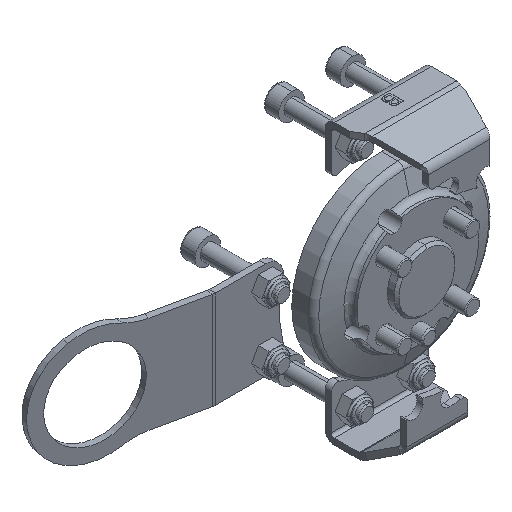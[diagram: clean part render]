
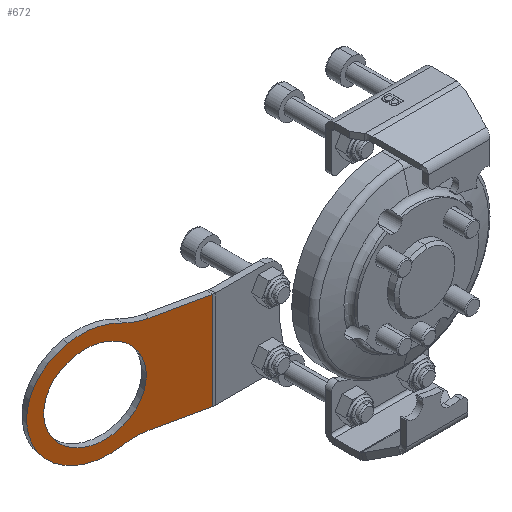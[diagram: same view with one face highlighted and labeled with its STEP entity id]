
A CAD part, isometric view. The second image highlights one B-rep face of the part: STEP entity #672.
In plain terms, the highlighted planar face has unit normal (-0.208, -0.978, 0).
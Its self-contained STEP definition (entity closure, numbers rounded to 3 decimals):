
#311 = CARTESIAN_POINT ( 'NONE',  ( -86.95, 19.336, -0.004 ) ) ;
#342 = CARTESIAN_POINT ( 'NONE',  ( -72.277, 16.217, -16.003 ) ) ;
#596 = CARTESIAN_POINT ( 'NONE',  ( -86.95, 19.336, -0.004 ) ) ;
#672 = ADVANCED_FACE ( 'NONE', ( #8276, #14685 ), #1790, .T. ) ;
#1198 = ORIENTED_EDGE ( 'NONE', *, *, #10237, .T. ) ;
#1323 = DIRECTION ( 'NONE',  ( 0.899, -0.191, 0.393 ) ) ;
#1341 = VERTEX_POINT ( 'NONE', #15058 ) ;
#1628 = VECTOR ( 'NONE', #5473, 1000. ) ;
#1657 = CARTESIAN_POINT ( 'NONE',  ( -72.278, 16.217, 15.997 ) ) ;
#1710 = VERTEX_POINT ( 'NONE', #1881 ) ;
#1756 = EDGE_CURVE ( 'NONE', #8213, #1341, #4866, .T. ) ;
#1790 = PLANE ( 'NONE',  #4598 ) ;
#1881 = CARTESIAN_POINT ( 'NONE',  ( -94.39, 20.917, 17.407 ) ) ;
#2065 = VECTOR ( 'NONE', #11336, 1000. ) ;
#2136 = EDGE_LOOP ( 'NONE', ( #16329, #9684 ) ) ;
#2667 = AXIS2_PLACEMENT_3D ( 'NONE', #11522, #8792, #16565 ) ;
#2730 = AXIS2_PLACEMENT_3D ( 'NONE', #311, #14567, #11915 ) ;
#2831 = CARTESIAN_POINT ( 'NONE',  ( -86.95, 19.336, -0.004 ) ) ;
#3557 = CIRCLE ( 'NONE', #6014, 20. ) ;
#3658 = VERTEX_POINT ( 'NONE', #11923 ) ;
#3663 = ORIENTED_EDGE ( 'NONE', *, *, #7302, .T. ) ;
#3905 = CARTESIAN_POINT ( 'NONE',  ( -54.672, 12.475, 15.998 ) ) ;
#4009 = DIRECTION ( 'NONE',  ( 0.899, -0.191, 0.393 ) ) ;
#4532 = DIRECTION ( 'NONE',  ( 0.899, -0.191, 0.393 ) ) ;
#4598 = AXIS2_PLACEMENT_3D ( 'NONE', #596, #16224, #4532 ) ;
#4846 = CARTESIAN_POINT ( 'NONE',  ( -54.67, 12.475, -16.002 ) ) ;
#4866 = CIRCLE ( 'NONE', #2667, 14.25 ) ;
#5222 = CARTESIAN_POINT ( 'NONE',  ( -79.801, 17.817, -17.542 ) ) ;
#5473 = DIRECTION ( 'NONE',  ( 0., 0., 1. ) ) ;
#5519 = AXIS2_PLACEMENT_3D ( 'NONE', #10469, #14390, #1323 ) ;
#6014 = AXIS2_PLACEMENT_3D ( 'NONE', #9149, #13058, #11710 ) ;
#6347 = CARTESIAN_POINT ( 'NONE',  ( -55.082, 12.562, -16.002 ) ) ;
#6650 = CARTESIAN_POINT ( 'NONE',  ( -86.95, 19.336, -0.004 ) ) ;
#6928 = DIRECTION ( 'NONE',  ( -0.208, -0.978, 0. ) ) ;
#7078 = VERTEX_POINT ( 'NONE', #342 ) ;
#7161 = EDGE_CURVE ( 'NONE', #3658, #1710, #11203, .T. ) ;
#7302 = EDGE_CURVE ( 'NONE', #10576, #9878, #12049, .T. ) ;
#7655 = LINE ( 'NONE', #3905, #12070 ) ;
#7769 = CARTESIAN_POINT ( 'NONE',  ( -55.083, 12.562, 15.998 ) ) ;
#8031 = EDGE_CURVE ( 'NONE', #1710, #9903, #13635, .T. ) ;
#8202 = EDGE_CURVE ( 'NONE', #9903, #7078, #3557, .T. ) ;
#8208 = LINE ( 'NONE', #4846, #2065 ) ;
#8213 = VERTEX_POINT ( 'NONE', #15642 ) ;
#8276 = FACE_BOUND ( 'NONE', #2136, .T. ) ;
#8792 = DIRECTION ( 'NONE',  ( -0.208, -0.978, 0. ) ) ;
#9088 = ORIENTED_EDGE ( 'NONE', *, *, #14201, .T. ) ;
#9149 = CARTESIAN_POINT ( 'NONE',  ( -72.276, 16.217, -36.003 ) ) ;
#9354 = ORIENTED_EDGE ( 'NONE', *, *, #8031, .T. ) ;
#9632 = VERTEX_POINT ( 'NONE', #1657 ) ;
#9684 = ORIENTED_EDGE ( 'NONE', *, *, #1756, .F. ) ;
#9878 = VERTEX_POINT ( 'NONE', #7769 ) ;
#9903 = VERTEX_POINT ( 'NONE', #5222 ) ;
#10168 = EDGE_CURVE ( 'NONE', #9878, #9632, #7655, .T. ) ;
#10237 = EDGE_CURVE ( 'NONE', #9632, #3658, #12876, .T. ) ;
#10391 = DIRECTION ( 'NONE',  ( -0.978, 0.208, 0. ) ) ;
#10469 = CARTESIAN_POINT ( 'NONE',  ( -72.279, 16.217, 35.997 ) ) ;
#10497 = DIRECTION ( 'NONE',  ( -0.208, -0.978, 0. ) ) ;
#10576 = VERTEX_POINT ( 'NONE', #6347 ) ;
#11203 = CIRCLE ( 'NONE', #13089, 19. ) ;
#11336 = DIRECTION ( 'NONE',  ( 0.978, -0.208, 0. ) ) ;
#11522 = CARTESIAN_POINT ( 'NONE',  ( -86.95, 19.336, -0.004 ) ) ;
#11553 = ORIENTED_EDGE ( 'NONE', *, *, #10168, .T. ) ;
#11710 = DIRECTION ( 'NONE',  ( 0.899, -0.191, 0.393 ) ) ;
#11915 = DIRECTION ( 'NONE',  ( 0.899, -0.191, 0.393 ) ) ;
#11923 = CARTESIAN_POINT ( 'NONE',  ( -79.803, 17.817, 17.535 ) ) ;
#12049 = LINE ( 'NONE', #12305, #1628 ) ;
#12070 = VECTOR ( 'NONE', #10391, 1000. ) ;
#12305 = CARTESIAN_POINT ( 'NONE',  ( -55.082, 12.562, -0.002 ) ) ;
#12876 = CIRCLE ( 'NONE', #5519, 20. ) ;
#13058 = DIRECTION ( 'NONE',  ( 0.208, 0.978, 0. ) ) ;
#13089 = AXIS2_PLACEMENT_3D ( 'NONE', #6650, #10497, #4009 ) ;
#13635 = CIRCLE ( 'NONE', #2730, 19. ) ;
#13729 = ORIENTED_EDGE ( 'NONE', *, *, #7161, .T. ) ;
#13804 = AXIS2_PLACEMENT_3D ( 'NONE', #2831, #6928, #14792 ) ;
#13818 = ORIENTED_EDGE ( 'NONE', *, *, #8202, .T. ) ;
#14201 = EDGE_CURVE ( 'NONE', #7078, #10576, #8208, .T. ) ;
#14390 = DIRECTION ( 'NONE',  ( 0.208, 0.978, 0. ) ) ;
#14567 = DIRECTION ( 'NONE',  ( -0.208, -0.978, 0. ) ) ;
#14685 = FACE_OUTER_BOUND ( 'NONE', #16744, .T. ) ;
#14792 = DIRECTION ( 'NONE',  ( 0.899, -0.191, 0.393 ) ) ;
#15058 = CARTESIAN_POINT ( 'NONE',  ( -74.133, 16.612, 5.596 ) ) ;
#15243 = EDGE_CURVE ( 'NONE', #1341, #8213, #15454, .T. ) ;
#15454 = CIRCLE ( 'NONE', #13804, 14.25 ) ;
#15642 = CARTESIAN_POINT ( 'NONE',  ( -99.767, 22.061, -5.603 ) ) ;
#16224 = DIRECTION ( 'NONE',  ( -0.208, -0.978, 0. ) ) ;
#16329 = ORIENTED_EDGE ( 'NONE', *, *, #15243, .F. ) ;
#16565 = DIRECTION ( 'NONE',  ( 0.899, -0.191, 0.393 ) ) ;
#16744 = EDGE_LOOP ( 'NONE', ( #9088, #3663, #11553, #1198, #13729, #9354, #13818 ) ) ;
